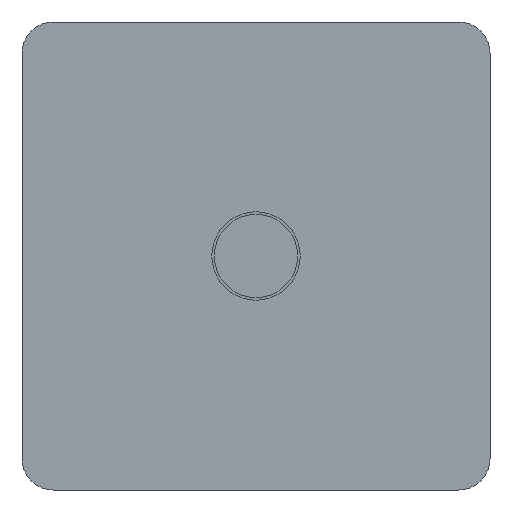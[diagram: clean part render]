
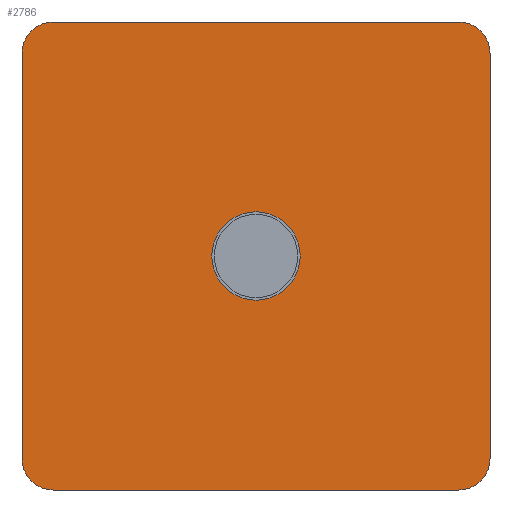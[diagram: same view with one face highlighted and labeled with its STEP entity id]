
A CAD part, front view. The second image highlights one B-rep face of the part: STEP entity #2786.
In plain terms, the highlighted planar face has unit normal (0, -1, 0).
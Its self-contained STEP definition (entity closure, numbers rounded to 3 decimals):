
#28 = DIRECTION ( 'NONE',  ( 0., 1., 0. ) ) ;
#64 = LINE ( 'NONE', #770, #2331 ) ;
#100 = CARTESIAN_POINT ( 'NONE',  ( 0., -8., 0. ) ) ;
#141 = EDGE_CURVE ( 'NONE', #843, #2552, #264, .T. ) ;
#175 = VERTEX_POINT ( 'NONE', #1110 ) ;
#192 = CARTESIAN_POINT ( 'NONE',  ( 0., -8., 4.25 ) ) ;
#264 = CIRCLE ( 'NONE', #2335, 4.25 ) ;
#269 = DIRECTION ( 'NONE',  ( 0., 0., 1. ) ) ;
#270 = CIRCLE ( 'NONE', #1066, 3. ) ;
#304 = VERTEX_POINT ( 'NONE', #1331 ) ;
#366 = EDGE_LOOP ( 'NONE', ( #763, #2804, #2739, #2703, #2777, #923, #2030, #2564 ) ) ;
#385 = EDGE_CURVE ( 'NONE', #748, #2809, #1631, .T. ) ;
#421 = CARTESIAN_POINT ( 'NONE',  ( 22.5, -8., 0. ) ) ;
#556 = DIRECTION ( 'NONE',  ( 0., 1., 0. ) ) ;
#570 = AXIS2_PLACEMENT_3D ( 'NONE', #2464, #1350, #1769 ) ;
#571 = DIRECTION ( 'NONE',  ( 0., 1., 0. ) ) ;
#594 = LINE ( 'NONE', #1905, #668 ) ;
#637 = DIRECTION ( 'NONE',  ( 0., -1., 0. ) ) ;
#665 = DIRECTION ( 'NONE',  ( 0., 0., -1. ) ) ;
#668 = VECTOR ( 'NONE', #2825, 1000. ) ;
#748 = VERTEX_POINT ( 'NONE', #1626 ) ;
#754 = CARTESIAN_POINT ( 'NONE',  ( 0., -8., 0. ) ) ;
#756 = VECTOR ( 'NONE', #2250, 1000. ) ;
#759 = PLANE ( 'NONE',  #1114 ) ;
#763 = ORIENTED_EDGE ( 'NONE', *, *, #1831, .F. ) ;
#770 = CARTESIAN_POINT ( 'NONE',  ( 0., -8., -22.5 ) ) ;
#791 = EDGE_CURVE ( 'NONE', #2319, #748, #594, .T. ) ;
#843 = VERTEX_POINT ( 'NONE', #192 ) ;
#869 = AXIS2_PLACEMENT_3D ( 'NONE', #754, #2736, #1174 ) ;
#923 = ORIENTED_EDGE ( 'NONE', *, *, #1555, .F. ) ;
#1066 = AXIS2_PLACEMENT_3D ( 'NONE', #1333, #28, #269 ) ;
#1068 = LINE ( 'NONE', #1548, #756 ) ;
#1081 = VERTEX_POINT ( 'NONE', #1271 ) ;
#1091 = DIRECTION ( 'NONE',  ( 0., 0., -1. ) ) ;
#1110 = CARTESIAN_POINT ( 'NONE',  ( 19.5, -8., 22.5 ) ) ;
#1114 = AXIS2_PLACEMENT_3D ( 'NONE', #100, #556, #2310 ) ;
#1150 = AXIS2_PLACEMENT_3D ( 'NONE', #1215, #571, #2077 ) ;
#1174 = DIRECTION ( 'NONE',  ( 0., 0., -1. ) ) ;
#1212 = CARTESIAN_POINT ( 'NONE',  ( -19.5, -8., 22.5 ) ) ;
#1215 = CARTESIAN_POINT ( 'NONE',  ( -19.5, -8., -19.5 ) ) ;
#1223 = EDGE_CURVE ( 'NONE', #2809, #175, #1068, .T. ) ;
#1244 = ORIENTED_EDGE ( 'NONE', *, *, #1421, .F. ) ;
#1271 = CARTESIAN_POINT ( 'NONE',  ( -19.5, -8., -22.5 ) ) ;
#1331 = CARTESIAN_POINT ( 'NONE',  ( 22.5, -8., -19.5 ) ) ;
#1333 = CARTESIAN_POINT ( 'NONE',  ( 19.5, -8., -19.5 ) ) ;
#1350 = DIRECTION ( 'NONE',  ( 0., 1., 0. ) ) ;
#1386 = CIRCLE ( 'NONE', #1150, 3. ) ;
#1421 = EDGE_CURVE ( 'NONE', #2552, #843, #2201, .T. ) ;
#1534 = DIRECTION ( 'NONE',  ( 0., 1., 0. ) ) ;
#1548 = CARTESIAN_POINT ( 'NONE',  ( 0., -8., 22.5 ) ) ;
#1555 = EDGE_CURVE ( 'NONE', #1592, #1081, #64, .T. ) ;
#1592 = VERTEX_POINT ( 'NONE', #1910 ) ;
#1608 = ORIENTED_EDGE ( 'NONE', *, *, #141, .F. ) ;
#1624 = DIRECTION ( 'NONE',  ( -1., 0., 0. ) ) ;
#1626 = CARTESIAN_POINT ( 'NONE',  ( -22.5, -8., 19.5 ) ) ;
#1631 = CIRCLE ( 'NONE', #570, 3. ) ;
#1712 = CARTESIAN_POINT ( 'NONE',  ( 0., -8., 0. ) ) ;
#1738 = EDGE_CURVE ( 'NONE', #2101, #304, #2784, .T. ) ;
#1769 = DIRECTION ( 'NONE',  ( 0., 0., 1. ) ) ;
#1791 = EDGE_CURVE ( 'NONE', #304, #1592, #270, .T. ) ;
#1831 = EDGE_CURVE ( 'NONE', #175, #2101, #2466, .T. ) ;
#1905 = CARTESIAN_POINT ( 'NONE',  ( -22.5, -8., 0. ) ) ;
#1910 = CARTESIAN_POINT ( 'NONE',  ( 19.5, -8., -22.5 ) ) ;
#1920 = FACE_BOUND ( 'NONE', #2671, .T. ) ;
#2004 = CARTESIAN_POINT ( 'NONE',  ( 0., -8., -4.25 ) ) ;
#2030 = ORIENTED_EDGE ( 'NONE', *, *, #1791, .F. ) ;
#2077 = DIRECTION ( 'NONE',  ( 0., 0., 1. ) ) ;
#2101 = VERTEX_POINT ( 'NONE', #2558 ) ;
#2107 = FACE_OUTER_BOUND ( 'NONE', #366, .T. ) ;
#2201 = CIRCLE ( 'NONE', #869, 4.25 ) ;
#2212 = CARTESIAN_POINT ( 'NONE',  ( -22.5, -8., -19.5 ) ) ;
#2246 = CARTESIAN_POINT ( 'NONE',  ( 19.5, -8., 19.5 ) ) ;
#2250 = DIRECTION ( 'NONE',  ( 1., 0., 0. ) ) ;
#2310 = DIRECTION ( 'NONE',  ( 0., 0., 1. ) ) ;
#2319 = VERTEX_POINT ( 'NONE', #2212 ) ;
#2331 = VECTOR ( 'NONE', #1624, 1000. ) ;
#2335 = AXIS2_PLACEMENT_3D ( 'NONE', #1712, #637, #665 ) ;
#2397 = VECTOR ( 'NONE', #1091, 1000. ) ;
#2412 = EDGE_CURVE ( 'NONE', #1081, #2319, #1386, .T. ) ;
#2453 = DIRECTION ( 'NONE',  ( 0., 0., 1. ) ) ;
#2464 = CARTESIAN_POINT ( 'NONE',  ( -19.5, -8., 19.5 ) ) ;
#2466 = CIRCLE ( 'NONE', #2798, 3. ) ;
#2552 = VERTEX_POINT ( 'NONE', #2004 ) ;
#2558 = CARTESIAN_POINT ( 'NONE',  ( 22.5, -8., 19.5 ) ) ;
#2564 = ORIENTED_EDGE ( 'NONE', *, *, #1738, .F. ) ;
#2671 = EDGE_LOOP ( 'NONE', ( #1244, #1608 ) ) ;
#2703 = ORIENTED_EDGE ( 'NONE', *, *, #791, .F. ) ;
#2736 = DIRECTION ( 'NONE',  ( 0., -1., 0. ) ) ;
#2739 = ORIENTED_EDGE ( 'NONE', *, *, #385, .F. ) ;
#2777 = ORIENTED_EDGE ( 'NONE', *, *, #2412, .F. ) ;
#2784 = LINE ( 'NONE', #421, #2397 ) ;
#2786 = ADVANCED_FACE ( 'NONE', ( #1920, #2107 ), #759, .F. ) ;
#2798 = AXIS2_PLACEMENT_3D ( 'NONE', #2246, #1534, #2453 ) ;
#2804 = ORIENTED_EDGE ( 'NONE', *, *, #1223, .F. ) ;
#2809 = VERTEX_POINT ( 'NONE', #1212 ) ;
#2825 = DIRECTION ( 'NONE',  ( 0., 0., 1. ) ) ;
